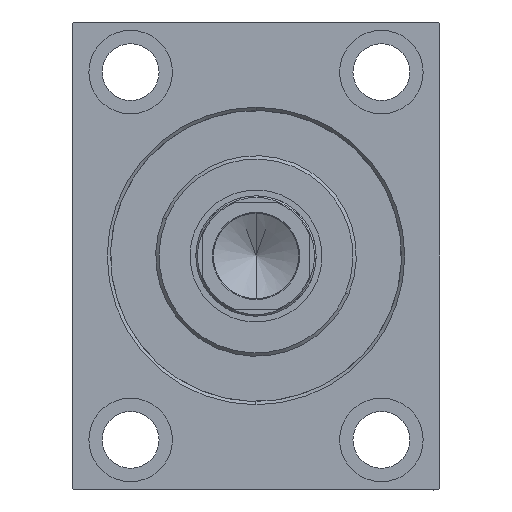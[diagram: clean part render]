
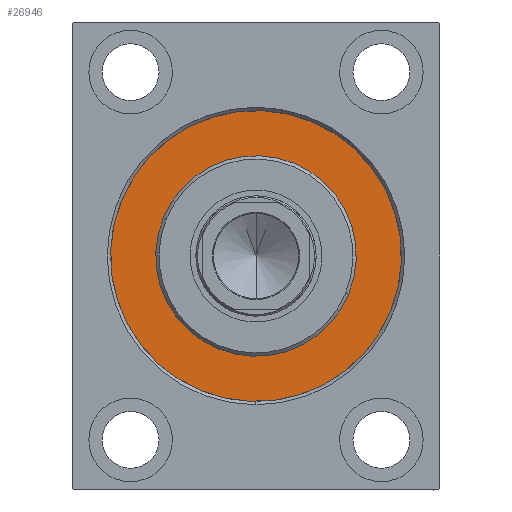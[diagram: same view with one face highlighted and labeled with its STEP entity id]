
A CAD part, left-side view. The second image highlights one B-rep face of the part: STEP entity #26946.
In plain terms, the highlighted face is planar.
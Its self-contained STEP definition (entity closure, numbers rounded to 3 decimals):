
#1280 = EDGE_CURVE ( 'NONE', #35163, #8771, #39751, .T. ) ;
#1887 = CARTESIAN_POINT ( 'NONE',  ( 0., 0., 0. ) ) ;
#2196 = EDGE_CURVE ( 'NONE', #44025, #2755, #33402, .T. ) ;
#2439 = FACE_OUTER_BOUND ( 'NONE', #23669, .T. ) ;
#2683 = DIRECTION ( 'NONE',  ( 1., 0., 0. ) ) ;
#2755 = VERTEX_POINT ( 'NONE', #31454 ) ;
#3756 = AXIS2_PLACEMENT_3D ( 'NONE', #1887, #15510, #43053 ) ;
#5996 = DIRECTION ( 'NONE',  ( -1., 0., 0. ) ) ;
#6543 = ORIENTED_EDGE ( 'NONE', *, *, #25420, .F. ) ;
#8771 = VERTEX_POINT ( 'NONE', #42458 ) ;
#10294 = CIRCLE ( 'NONE', #20952, 43.5 ) ;
#12731 = CARTESIAN_POINT ( 'NONE',  ( 0., 0., 0. ) ) ;
#15510 = DIRECTION ( 'NONE',  ( 1., 0., 0. ) ) ;
#15629 = CARTESIAN_POINT ( 'NONE',  ( 0., 0., 30. ) ) ;
#16085 = DIRECTION ( 'NONE',  ( 0., 0., -1. ) ) ;
#16897 = CARTESIAN_POINT ( 'NONE',  ( 0., 0., 0. ) ) ;
#20952 = AXIS2_PLACEMENT_3D ( 'NONE', #30832, #41265, #27284 ) ;
#23173 = PLANE ( 'NONE',  #30119 ) ;
#23669 = EDGE_LOOP ( 'NONE', ( #31897, #25442 ) ) ;
#24156 = AXIS2_PLACEMENT_3D ( 'NONE', #16897, #30453, #44008 ) ;
#24183 = AXIS2_PLACEMENT_3D ( 'NONE', #12731, #2683, #16085 ) ;
#25420 = EDGE_CURVE ( 'NONE', #2755, #44025, #30785, .T. ) ;
#25442 = ORIENTED_EDGE ( 'NONE', *, *, #29660, .F. ) ;
#26946 = ADVANCED_FACE ( 'NONE', ( #27161, #2439 ), #23173, .F. ) ;
#27161 = FACE_BOUND ( 'NONE', #34557, .T. ) ;
#27284 = DIRECTION ( 'NONE',  ( 0., 0., 1. ) ) ;
#29660 = EDGE_CURVE ( 'NONE', #8771, #35163, #10294, .T. ) ;
#30119 = AXIS2_PLACEMENT_3D ( 'NONE', #40492, #5996, #33597 ) ;
#30453 = DIRECTION ( 'NONE',  ( -1., 0., 0. ) ) ;
#30785 = CIRCLE ( 'NONE', #3756, 30. ) ;
#30832 = CARTESIAN_POINT ( 'NONE',  ( 0., 0., 0. ) ) ;
#31454 = CARTESIAN_POINT ( 'NONE',  ( 0., 0., -30. ) ) ;
#31897 = ORIENTED_EDGE ( 'NONE', *, *, #1280, .F. ) ;
#33402 = CIRCLE ( 'NONE', #24183, 30. ) ;
#33597 = DIRECTION ( 'NONE',  ( 0., 0., 1. ) ) ;
#34557 = EDGE_LOOP ( 'NONE', ( #37543, #6543 ) ) ;
#34795 = CARTESIAN_POINT ( 'NONE',  ( 0., 0., -43.5 ) ) ;
#35163 = VERTEX_POINT ( 'NONE', #34795 ) ;
#37543 = ORIENTED_EDGE ( 'NONE', *, *, #2196, .F. ) ;
#39751 = CIRCLE ( 'NONE', #24156, 43.5 ) ;
#40492 = CARTESIAN_POINT ( 'NONE',  ( 0., 0., 0. ) ) ;
#41265 = DIRECTION ( 'NONE',  ( -1., 0., 0. ) ) ;
#42458 = CARTESIAN_POINT ( 'NONE',  ( 0., 0., 43.5 ) ) ;
#43053 = DIRECTION ( 'NONE',  ( 0., 0., -1. ) ) ;
#44008 = DIRECTION ( 'NONE',  ( 0., 0., 1. ) ) ;
#44025 = VERTEX_POINT ( 'NONE', #15629 ) ;
